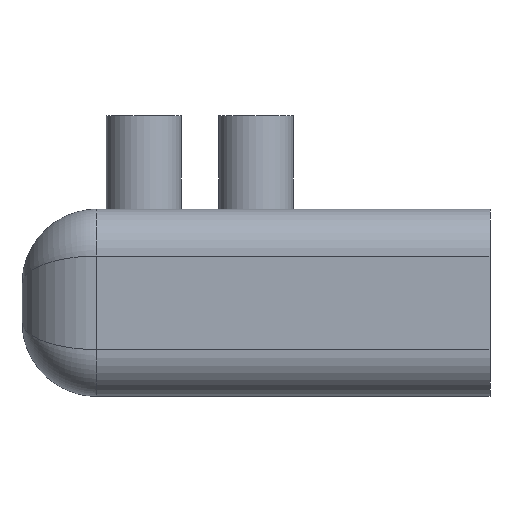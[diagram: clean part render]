
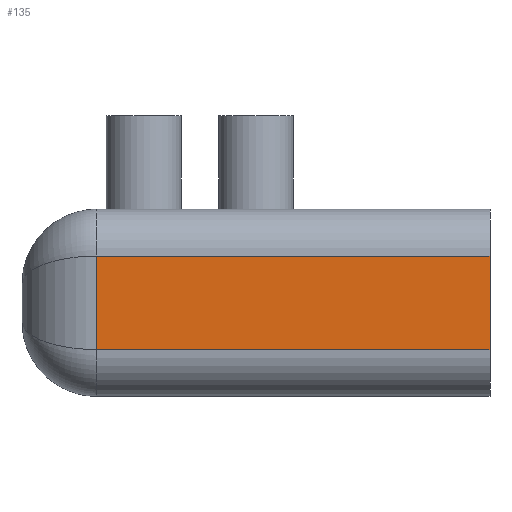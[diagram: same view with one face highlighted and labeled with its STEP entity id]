
A CAD part, front view. The second image highlights one B-rep face of the part: STEP entity #135.
In plain terms, the highlighted planar face has unit normal (0, -1, 0).
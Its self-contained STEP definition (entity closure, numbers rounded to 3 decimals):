
#135=ADVANCED_FACE('',(#5262),#5264,.T.);
#5262=FACE_BOUND('',#5263,.T.);
#5263=EDGE_LOOP('',(#8821,#8822,#8823,#8824));
#5264=PLANE('',#5265);
#5265=AXIS2_PLACEMENT_3D('',#5266,#5267,#5268);
#5266=CARTESIAN_POINT('',(-25.,-10.,0.));
#5267=DIRECTION('',(0.,-1.,0.));
#5268=DIRECTION('',(1.,0.,0.));
#8821=ORIENTED_EDGE('',*,*,#8976,.F.);
#8822=ORIENTED_EDGE('',*,*,#8977,.T.);
#8823=ORIENTED_EDGE('',*,*,#8958,.T.);
#8824=ORIENTED_EDGE('',*,*,#8956,.F.);
#8956=EDGE_CURVE('',#9085,#9087,#9088,.T.);
#8958=EDGE_CURVE('',#9090,#9087,#9091,.T.);
#8976=EDGE_CURVE('',#9121,#9085,#9122,.T.);
#8977=EDGE_CURVE('',#9121,#9090,#9123,.T.);
#9085=VERTEX_POINT('',#11505);
#9087=VERTEX_POINT('',#11510);
#9088=LINE('',#11511,#11512);
#9090=VERTEX_POINT('',#11518);
#9091=LINE('',#11519,#11520);
#9121=VERTEX_POINT('',#11633);
#9122=LINE('',#11634,#11635);
#9123=LINE('',#11637,#11638);
#11505=CARTESIAN_POINT('',(-17.,-10.,15.));
#11510=CARTESIAN_POINT('',(25.,-10.,15.));
#11511=CARTESIAN_POINT('',(-17.,-10.,15.));
#11512=VECTOR('',#11513,1.);
#11513=DIRECTION('',(1.,0.,0.));
#11518=CARTESIAN_POINT('',(25.,-10.,5.));
#11519=CARTESIAN_POINT('',(25.,-10.,5.));
#11520=VECTOR('',#11521,1.);
#11521=DIRECTION('',(0.,0.,1.));
#11633=CARTESIAN_POINT('',(-17.,-10.,5.));
#11634=CARTESIAN_POINT('',(-17.,-10.,5.));
#11635=VECTOR('',#11636,1.);
#11636=DIRECTION('',(0.,0.,1.));
#11637=CARTESIAN_POINT('',(-17.,-10.,5.));
#11638=VECTOR('',#11639,1.);
#11639=DIRECTION('',(1.,0.,0.));
